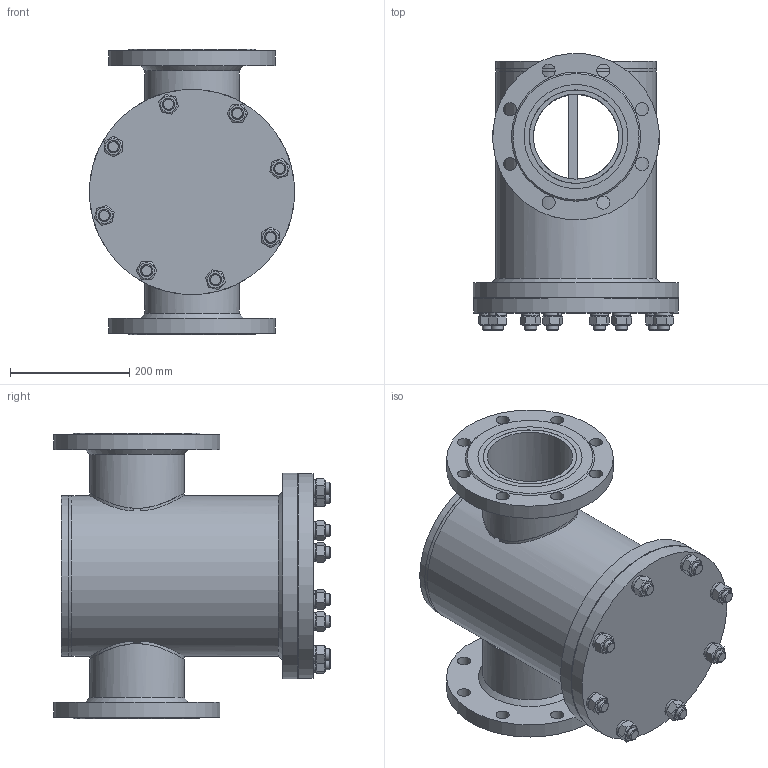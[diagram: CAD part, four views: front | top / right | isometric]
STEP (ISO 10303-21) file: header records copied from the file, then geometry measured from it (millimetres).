
FILE_DESCRIPTION((''),'2;1');
FILE_NAME('ФБ93 010 150 000.stp','2015-03-14T15:40:25',('��������'),(''),'Autodesk Inventor 2013','Autodesk Inventor 2013','');
FILE_SCHEMA(('AUTOMOTIVE_DESIGN { 1 0 10303 214 1 1 1 1 }'));
Length unit declared in the file: millimetre
Products named in the file (25): ФБ93 010 150 000; ФБ93 010 150 010; ФБ93 010 150 010_Сварные швы; ФБ93 010 150 015; ФБ93 010 150 011; ФБ93 010 150 012; ФБ93 010 150 012_1; ФБ93 010 150 014; ФБ93 010 150 013; ФБ93 010 150 013_1; ФБ93 010 150 040; ФБ93 010 150 050; ФБ93 010 150 051; ФБ93 010 150 051_1; ФБ93 010 150 052; ФБ93 010 150 052_1; ФБ93 010 150 032 copy; ФБ93 010 150 041; ФБ93 010 150 001; ФБ10 001 050 003; ФБ93 010 150 002; Гайка ГОСТ 5915-70 M20; Шайба ГОСТ 6402-70 20 N; ФБ93 010 150 003
Assembly tree (49 placements, depth 4):
  ФБ93 010 150 000
    ФБ93 010 150 010
      ФБ93 010 150 010_Сварные швы
      ФБ93 010 150 015
      ФБ93 010 150 011
      ФБ93 010 150 012
      ФБ93 010 150 012_1
      ФБ93 010 150 014
      ФБ93 010 150 013
      ФБ93 010 150 013_1
    ФБ93 010 150 040
      ФБ93 010 150 050
        ФБ93 010 150 051
        ФБ93 010 150 051_1
        ФБ93 010 150 052
        ФБ93 010 150 052_1
        ФБ93 010 150 052  x4
      ФБ93 010 150 032 copy  x2
      ФБ93 010 150 041
    ФБ93 010 150 001
    ФБ10 001 050 003
    ФБ93 010 150 002
    Гайка ГОСТ 5915-70 M20  x8
    Шайба ГОСТ 6402-70 20 N  x8
    ФБ93 010 150 003  x8
Bounding box: 345 x 464.63 x 480 mm (x, y, z)
Volume: 9858886.9 mm3; surface area: 2103497.2 mm2
Topology: 56 solids, 56 shells, 447 faces, 1012 edges, 677 vertices
Faces by surface type: plane 241, cylinder 114, cone 71, bspline 21
Full cylindrical faces by diameter (mm): 10 x3, 17.294 x16, 20 x9, 21 x8, 22 x24, 143 x4, 157 x6, 159 x4, 252 x2, 254 x1, 268 x3, 270 x3, 280 x2, 345 x3
Entity records: 9560 total; most frequent: CARTESIAN_POINT 3539, DIRECTION 1146, ORIENTED_EDGE 840, AXIS2_PLACEMENT_3D 494, EDGE_LOOP 464, EDGE_CURVE 420, VERTEX_POINT 338, FACE_OUTER_BOUND 247
